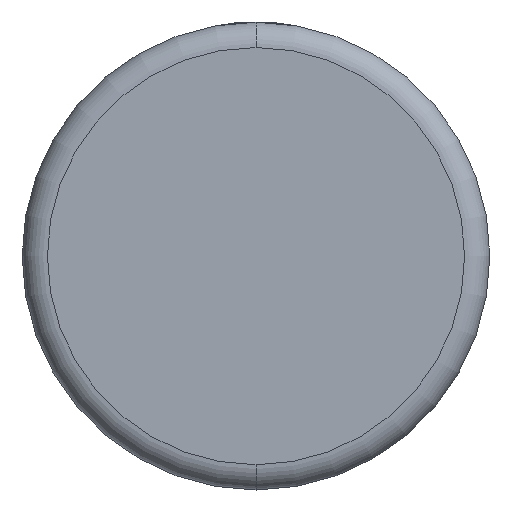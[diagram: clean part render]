
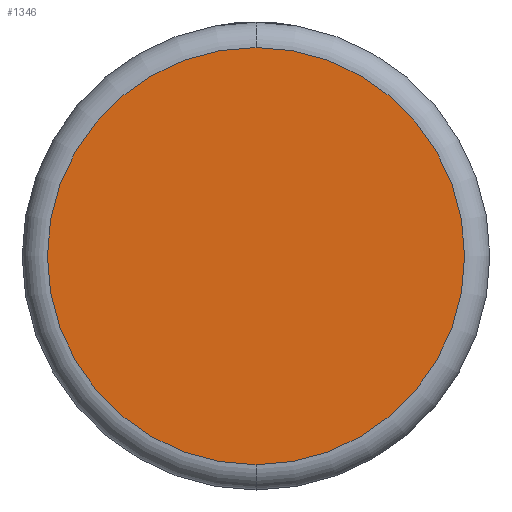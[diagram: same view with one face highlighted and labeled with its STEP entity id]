
A CAD part, front view. The second image highlights one B-rep face of the part: STEP entity #1346.
In plain terms, the highlighted planar face has unit normal (0, -1, 0).
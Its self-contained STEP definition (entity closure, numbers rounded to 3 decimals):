
#101 = AXIS2_PLACEMENT_3D ( 'NONE', #1859, #2198, #1491 ) ;
#393 = AXIS2_PLACEMENT_3D ( 'NONE', #2883, #1584, #3174 ) ;
#403 = DIRECTION ( 'NONE',  ( 0., 0., 1. ) ) ;
#404 = ORIENTED_EDGE ( 'NONE', *, *, #3068, .T. ) ;
#641 = PLANE ( 'NONE',  #393 ) ;
#759 = DIRECTION ( 'NONE',  ( 0., -1., 0. ) ) ;
#819 = VERTEX_POINT ( 'NONE', #2798 ) ;
#964 = EDGE_LOOP ( 'NONE', ( #3587, #404 ) ) ;
#1215 = FACE_OUTER_BOUND ( 'NONE', #964, .T. ) ;
#1346 = ADVANCED_FACE ( 'NONE', ( #1215 ), #641, .F. ) ;
#1486 = CIRCLE ( 'NONE', #101, 8.25 ) ;
#1491 = DIRECTION ( 'NONE',  ( 0., 0., 1. ) ) ;
#1581 = CARTESIAN_POINT ( 'NONE',  ( 0., 0., -8.25 ) ) ;
#1584 = DIRECTION ( 'NONE',  ( 0., 1., 0. ) ) ;
#1696 = AXIS2_PLACEMENT_3D ( 'NONE', #2348, #759, #403 ) ;
#1859 = CARTESIAN_POINT ( 'NONE',  ( 0., 0., 0. ) ) ;
#2183 = VERTEX_POINT ( 'NONE', #1581 ) ;
#2198 = DIRECTION ( 'NONE',  ( 0., -1., 0. ) ) ;
#2348 = CARTESIAN_POINT ( 'NONE',  ( 0., 0., 0. ) ) ;
#2798 = CARTESIAN_POINT ( 'NONE',  ( 0., 0., 8.25 ) ) ;
#2883 = CARTESIAN_POINT ( 'NONE',  ( 0., 0., 0. ) ) ;
#3068 = EDGE_CURVE ( 'NONE', #2183, #819, #1486, .T. ) ;
#3174 = DIRECTION ( 'NONE',  ( 0., 0., 1. ) ) ;
#3587 = ORIENTED_EDGE ( 'NONE', *, *, #3770, .T. ) ;
#3632 = CIRCLE ( 'NONE', #1696, 8.25 ) ;
#3770 = EDGE_CURVE ( 'NONE', #819, #2183, #3632, .T. ) ;
